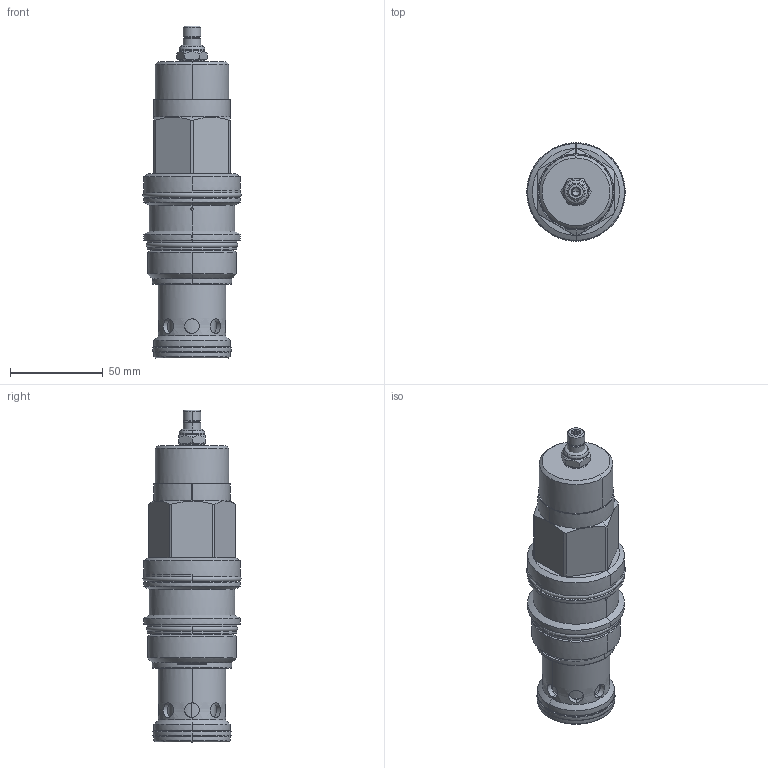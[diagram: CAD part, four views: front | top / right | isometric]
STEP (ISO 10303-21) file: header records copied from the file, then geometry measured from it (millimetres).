
FILE_DESCRIPTION((''),'2;1');
FILE_NAME('SDJT-LAN','2015-12-21T',('SVC_Sig'),(''),'PRO/ENGINEER BY PARAMETRIC TECHNOLOGY CORPORATION, 2014430','PRO/ENGINEER BY PARAMETRIC TECHNOLOGY CORPORATION, 2014430','');
FILE_SCHEMA(('CONFIG_CONTROL_DESIGN'));
Products named in the file (1): SDJT-LAN
Bounding box: 53.06 x 53.05 x 179.02 mm (x, y, z)
Surface area: 64181.3 mm2 (no closed solid volume)
Topology: 0 solids, 0 shells, 391 faces, 1806 edges, 1783 vertices
Faces by surface type: bspline 370, torus 19, sphere 2
Entity records: 138129 total; most frequent: CARTESIAN_POINT 122088, DIRECTION 2581, TRIMMED_CURVE 2098, DEFINITIONAL_REPRESENTATION 1772, PCURVE 1772, COMPOSITE_CURVE_SEGMENT 1772, VECTOR 1657, LINE 1657
